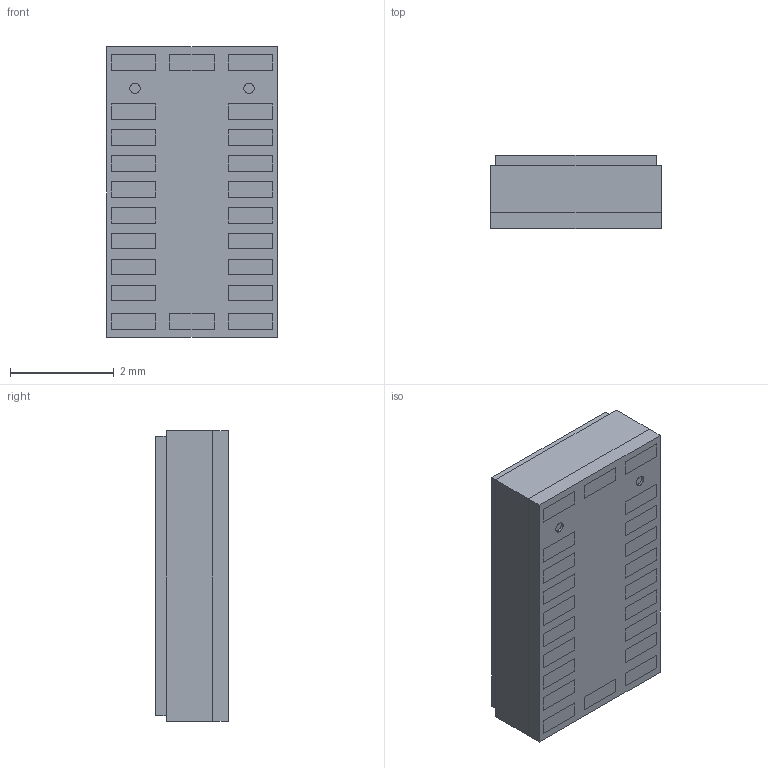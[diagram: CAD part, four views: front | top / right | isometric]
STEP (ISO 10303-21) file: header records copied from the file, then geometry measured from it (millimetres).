
FILE_DESCRIPTION (( 'STEP AP214' ), '1' );
FILE_NAME ('MAX86150EFF+.STEP', '2020-08-19T15:41:47', ( '' ), ( '' ), 'SwSTEP 2.0', 'SolidWorks 2017', '' );
FILE_SCHEMA (( 'AUTOMOTIVE_DESIGN' ));
Length unit declared in the file: millimetre
Products named in the file (1): MAX86150EFF+
Bounding box: 3.3 x 1.4 x 5.6 mm (x, y, z)
Volume: 25.5 mm3; surface area: 185.4 mm2
Topology: 28 solids, 28 shells, 293 faces, 636 edges, 424 vertices
Faces by surface type: plane 277, cylinder 16
Entity records: 11254 total; most frequent: CARTESIAN_POINT 1354, ORIENTED_EDGE 1272, DIRECTION 1256, EDGE_CURVE 636, VECTOR 604, LINE 604, VERTEX_POINT 424, AXIS2_PLACEMENT_3D 326
